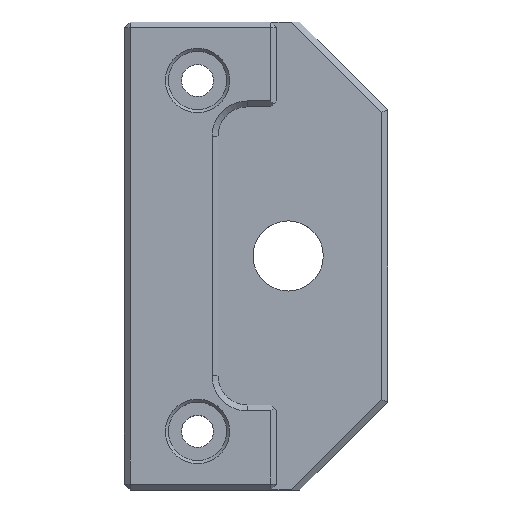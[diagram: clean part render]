
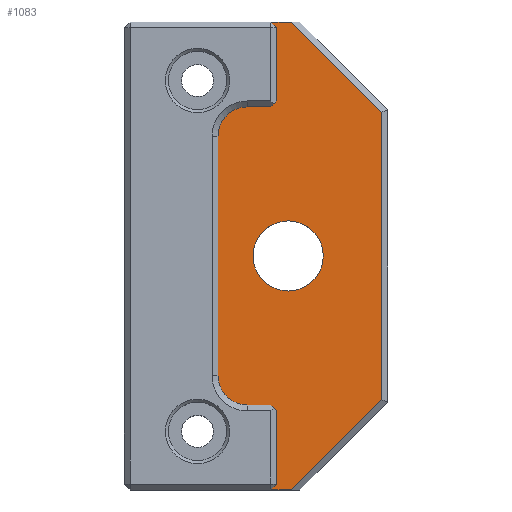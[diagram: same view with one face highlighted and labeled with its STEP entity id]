
A CAD part, top view. The second image highlights one B-rep face of the part: STEP entity #1083.
In plain terms, the highlighted planar face has unit normal (0, 0, 1).
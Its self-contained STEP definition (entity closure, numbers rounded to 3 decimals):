
#135=FACE_BOUND('',#289,.T.);
#174=PLANE('',#1181);
#226=FACE_OUTER_BOUND('',#288,.T.);
#288=EDGE_LOOP('',(#969,#970,#971,#972,#973,#974,#975,#976,#977,#978,#979,
#980,#981,#982,#983,#984));
#289=EDGE_LOOP('',(#985));
#369=LINE('',#1692,#479);
#372=LINE('',#1698,#482);
#376=LINE('',#1704,#486);
#378=LINE('',#1708,#488);
#380=LINE('',#1713,#490);
#382=LINE('',#1716,#492);
#385=LINE('',#1724,#495);
#389=LINE('',#1731,#499);
#390=LINE('',#1734,#500);
#401=LINE('',#1753,#511);
#405=LINE('',#1762,#515);
#406=LINE('',#1764,#516);
#407=LINE('',#1768,#517);
#408=LINE('',#1771,#518);
#479=VECTOR('',#1373,10.);
#482=VECTOR('',#1378,10.);
#486=VECTOR('',#1384,10.);
#488=VECTOR('',#1388,10.);
#490=VECTOR('',#1392,10.);
#492=VECTOR('',#1396,10.);
#495=VECTOR('',#1401,10.);
#499=VECTOR('',#1407,10.);
#500=VECTOR('',#1410,10.);
#511=VECTOR('',#1429,10.);
#515=VECTOR('',#1443,10.);
#516=VECTOR('',#1444,10.);
#517=VECTOR('',#1447,10.);
#518=VECTOR('',#1450,10.);
#544=CIRCLE('',#1182,5.);
#545=CIRCLE('',#1183,5.);
#546=CIRCLE('',#1184,6.);
#606=VERTEX_POINT('',#1690);
#607=VERTEX_POINT('',#1691);
#608=VERTEX_POINT('',#1696);
#609=VERTEX_POINT('',#1697);
#610=VERTEX_POINT('',#1702);
#611=VERTEX_POINT('',#1706);
#612=VERTEX_POINT('',#1710);
#613=VERTEX_POINT('',#1712);
#616=VERTEX_POINT('',#1721);
#617=VERTEX_POINT('',#1723);
#619=VERTEX_POINT('',#1729);
#620=VERTEX_POINT('',#1733);
#625=VERTEX_POINT('',#1763);
#626=VERTEX_POINT('',#1765);
#627=VERTEX_POINT('',#1767);
#628=VERTEX_POINT('',#1769);
#629=VERTEX_POINT('',#1772);
#714=EDGE_CURVE('',#606,#607,#369,.F.);
#717=EDGE_CURVE('',#608,#609,#372,.F.);
#721=EDGE_CURVE('',#610,#606,#376,.T.);
#723=EDGE_CURVE('',#611,#610,#378,.F.);
#725=EDGE_CURVE('',#612,#613,#380,.F.);
#727=EDGE_CURVE('',#609,#612,#382,.T.);
#730=EDGE_CURVE('',#616,#617,#385,.T.);
#734=EDGE_CURVE('',#619,#616,#389,.T.);
#735=EDGE_CURVE('',#617,#620,#390,.T.);
#746=EDGE_CURVE('',#620,#608,#401,.T.);
#750=EDGE_CURVE('',#607,#619,#405,.T.);
#751=EDGE_CURVE('',#625,#611,#406,.T.);
#752=EDGE_CURVE('',#625,#626,#544,.T.);
#753=EDGE_CURVE('',#627,#626,#407,.T.);
#754=EDGE_CURVE('',#627,#628,#545,.T.);
#755=EDGE_CURVE('',#613,#628,#408,.T.);
#756=EDGE_CURVE('',#629,#629,#546,.T.);
#969=ORIENTED_EDGE('',*,*,#734,.F.);
#970=ORIENTED_EDGE('',*,*,#750,.F.);
#971=ORIENTED_EDGE('',*,*,#714,.F.);
#972=ORIENTED_EDGE('',*,*,#721,.F.);
#973=ORIENTED_EDGE('',*,*,#723,.F.);
#974=ORIENTED_EDGE('',*,*,#751,.F.);
#975=ORIENTED_EDGE('',*,*,#752,.T.);
#976=ORIENTED_EDGE('',*,*,#753,.F.);
#977=ORIENTED_EDGE('',*,*,#754,.T.);
#978=ORIENTED_EDGE('',*,*,#755,.F.);
#979=ORIENTED_EDGE('',*,*,#725,.F.);
#980=ORIENTED_EDGE('',*,*,#727,.F.);
#981=ORIENTED_EDGE('',*,*,#717,.F.);
#982=ORIENTED_EDGE('',*,*,#746,.F.);
#983=ORIENTED_EDGE('',*,*,#735,.F.);
#984=ORIENTED_EDGE('',*,*,#730,.F.);
#985=ORIENTED_EDGE('',*,*,#756,.F.);
#1083=ADVANCED_FACE('',(#226,#135),#174,.F.);
#1181=AXIS2_PLACEMENT_3D('',#1761,#1441,#1442);
#1182=AXIS2_PLACEMENT_3D('',#1766,#1445,#1446);
#1183=AXIS2_PLACEMENT_3D('',#1770,#1448,#1449);
#1184=AXIS2_PLACEMENT_3D('',#1773,#1451,#1452);
#1373=DIRECTION('',(0.707,-0.707,0.));
#1378=DIRECTION('',(-0.707,-0.707,0.));
#1384=DIRECTION('',(0.,1.,0.));
#1388=DIRECTION('',(-0.707,-0.707,0.));
#1392=DIRECTION('',(0.707,-0.707,0.));
#1396=DIRECTION('',(0.,1.,0.));
#1401=DIRECTION('',(0.,-1.,0.));
#1407=DIRECTION('',(0.707,-0.707,0.));
#1410=DIRECTION('',(-0.707,-0.707,0.));
#1429=DIRECTION('',(-1.,0.,0.));
#1441=DIRECTION('center_axis',(0.,0.,-1.));
#1442=DIRECTION('ref_axis',(-1.,0.,0.));
#1443=DIRECTION('',(1.,0.,0.));
#1444=DIRECTION('',(1.,0.,0.));
#1445=DIRECTION('center_axis',(0.,0.,1.));
#1446=DIRECTION('ref_axis',(-0.707,0.707,0.));
#1447=DIRECTION('',(0.,1.,0.));
#1448=DIRECTION('center_axis',(0.,0.,1.));
#1449=DIRECTION('ref_axis',(-0.707,-0.707,0.));
#1450=DIRECTION('',(-1.,0.,0.));
#1451=DIRECTION('center_axis',(0.,0.,1.));
#1452=DIRECTION('ref_axis',(-1.,0.,0.));
#1690=CARTESIAN_POINT('',(3.5,39.,2.5));
#1691=CARTESIAN_POINT('',(2.5,40.,2.5));
#1692=CARTESIAN_POINT('',(14.125,28.375,2.5));
#1696=CARTESIAN_POINT('',(2.5,-40.,2.5));
#1697=CARTESIAN_POINT('',(3.5,-39.,2.5));
#1698=CARTESIAN_POINT('',(14.125,-28.375,2.5));
#1702=CARTESIAN_POINT('',(3.5,26.5,2.5));
#1704=CARTESIAN_POINT('',(3.5,40.,2.5));
#1706=CARTESIAN_POINT('',(2.5,25.5,2.5));
#1708=CARTESIAN_POINT('',(-2.25,20.75,2.5));
#1710=CARTESIAN_POINT('',(3.5,-26.5,2.5));
#1712=CARTESIAN_POINT('',(2.5,-25.5,2.5));
#1713=CARTESIAN_POINT('',(-2.25,-20.75,2.5));
#1716=CARTESIAN_POINT('',(3.5,-25.5,2.5));
#1721=CARTESIAN_POINT('',(21.5,24.586,2.5));
#1723=CARTESIAN_POINT('',(21.5,-24.586,2.5));
#1724=CARTESIAN_POINT('',(21.5,-20.,2.5));
#1729=CARTESIAN_POINT('',(6.086,40.,2.5));
#1731=CARTESIAN_POINT('',(20.668,25.418,2.5));
#1733=CARTESIAN_POINT('',(6.086,-40.,2.5));
#1734=CARTESIAN_POINT('',(20.668,-25.418,2.5));
#1753=CARTESIAN_POINT('',(-7.25,-40.,2.5));
#1761=CARTESIAN_POINT('Origin',(8.,0.,2.5));
#1762=CARTESIAN_POINT('',(15.25,40.,2.5));
#1763=CARTESIAN_POINT('',(-1.5,25.5,2.5));
#1764=CARTESIAN_POINT('',(3.5,25.5,2.5));
#1765=CARTESIAN_POINT('',(-6.5,20.5,2.5));
#1766=CARTESIAN_POINT('Origin',(-1.5,20.5,2.5));
#1767=CARTESIAN_POINT('',(-6.5,-20.5,2.5));
#1768=CARTESIAN_POINT('',(-6.5,40.,2.5));
#1769=CARTESIAN_POINT('',(-1.5,-25.5,2.5));
#1770=CARTESIAN_POINT('Origin',(-1.5,-20.5,2.5));
#1771=CARTESIAN_POINT('',(-6.5,-25.5,2.5));
#1772=CARTESIAN_POINT('',(11.5,0.,2.5));
#1773=CARTESIAN_POINT('Origin',(5.5,0.,2.5));
